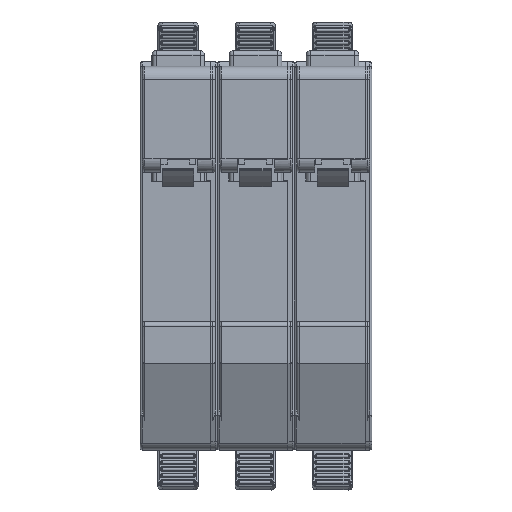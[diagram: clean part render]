
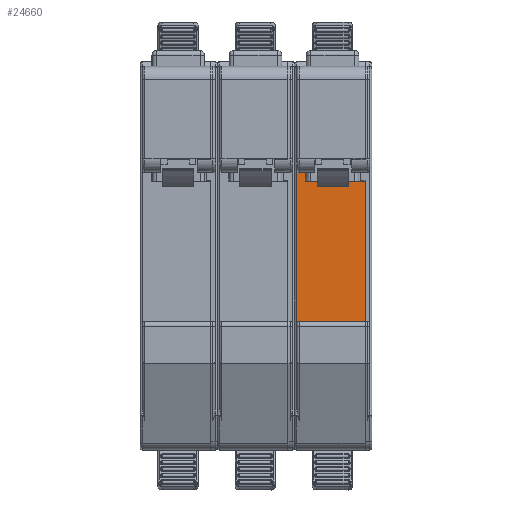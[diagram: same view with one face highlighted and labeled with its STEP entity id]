
A CAD part, front view. The second image highlights one B-rep face of the part: STEP entity #24660.
In plain terms, the highlighted planar face has unit normal (0, -1, 0).
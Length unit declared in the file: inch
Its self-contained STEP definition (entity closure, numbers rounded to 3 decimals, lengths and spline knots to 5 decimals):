
#24660 = ADVANCED_FACE ( 'NONE', ( #105894 ), #167516, .F. ) ;
#31980 = EDGE_LOOP ( 'NONE', ( #84351, #84352, #84355, #84357, #84359, #84361, #84363, #84365 ) ) ;
#56180 = CIRCLE ( 'NONE', #89306, 0.01969 ) ;
#56266 = LINE ( 'NONE', #72172, #98565 ) ;
#72119 = CARTESIAN_POINT ( 'NONE',  ( -0.01969, -0.40197, -0.69882 ) ) ;
#72120 = DIRECTION ( 'NONE',  ( 0., 1., 0. ) ) ;
#72121 = DIRECTION ( 'NONE',  ( 0., 0., 1. ) ) ;
#72172 = CARTESIAN_POINT ( 'NONE',  ( -1.32377, -0.40197, 0.65945 ) ) ;
#72173 = DIRECTION ( 'NONE',  ( 1., 0., 0. ) ) ;
#72190 = CARTESIAN_POINT ( 'NONE',  ( 0.03937, -0.40197, 0.65945 ) ) ;
#72191 = DIRECTION ( 'NONE',  ( 0., 0., 1. ) ) ;
#72351 = CARTESIAN_POINT ( 'NONE',  ( -0.3937, -0.40197, 0.73819 ) ) ;
#72352 = DIRECTION ( 'NONE',  ( 1., 0., 0. ) ) ;
#72358 = CARTESIAN_POINT ( 'NONE',  ( -0.03937, -0.40197, 0.73819 ) ) ;
#72359 = DIRECTION ( 'NONE',  ( 0., 0., -1. ) ) ;
#72360 = CARTESIAN_POINT ( 'NONE',  ( -0.01969, -0.40197, 0.75787 ) ) ;
#72361 = DIRECTION ( 'NONE',  ( 0., 1., 0. ) ) ;
#72362 = DIRECTION ( 'NONE',  ( 0., 0., 1. ) ) ;
#72370 = CARTESIAN_POINT ( 'NONE',  ( 0.56299, -0.40197, -0.67913 ) ) ;
#72371 = DIRECTION ( 'NONE',  ( 0., 0., -1. ) ) ;
#78406 = EDGE_CURVE ( 'NONE', #136424, #136425, #134060, .T. ) ;
#84351 = ORIENTED_EDGE ( 'NONE', *, *, #164537, .F. ) ;
#84352 = ORIENTED_EDGE ( 'NONE', *, *, #164541, .T. ) ;
#84355 = ORIENTED_EDGE ( 'NONE', *, *, #164543, .T. ) ;
#84357 = ORIENTED_EDGE ( 'NONE', *, *, #164437, .T. ) ;
#84359 = ORIENTED_EDGE ( 'NONE', *, *, #78406, .T. ) ;
#84361 = ORIENTED_EDGE ( 'NONE', *, *, #164545, .F. ) ;
#84363 = ORIENTED_EDGE ( 'NONE', *, *, #164461, .F. ) ;
#84365 = ORIENTED_EDGE ( 'NONE', *, *, #164469, .T. ) ;
#89306 = AXIS2_PLACEMENT_3D ( 'NONE', #72119, #72120, #72121 ) ;
#89421 = AXIS2_PLACEMENT_3D ( 'NONE', #72360, #72361, #72362 ) ;
#90475 = LINE ( 'NONE', #72190, #90480 ) ;
#90480 = VECTOR ( 'NONE', #72191, 39.37008 ) ;
#90626 = LINE ( 'NONE', #72351, #90631 ) ;
#90631 = VECTOR ( 'NONE', #72352, 39.37008 ) ;
#90636 = CIRCLE ( 'NONE', #89421, 0.01969 ) ;
#90639 = LINE ( 'NONE', #72358, #90642 ) ;
#90642 = VECTOR ( 'NONE', #72359, 39.37008 ) ;
#90643 = LINE ( 'NONE', #72370, #90648 ) ;
#90648 = VECTOR ( 'NONE', #72371, 39.37008 ) ;
#98565 = VECTOR ( 'NONE', #72173, 39.37008 ) ;
#105894 = FACE_OUTER_BOUND ( 'NONE', #31980, .T. ) ;
#128020 = CARTESIAN_POINT ( 'NONE',  ( -0.01969, -0.40197, -0.67913 ) ) ;
#128023 = CARTESIAN_POINT ( 'NONE',  ( 0.56299, -0.40197, -0.67913 ) ) ;
#128074 = CARTESIAN_POINT ( 'NONE',  ( -0.03937, -0.40197, -0.69882 ) ) ;
#128101 = CARTESIAN_POINT ( 'NONE',  ( 0.03937, -0.40197, 0.65945 ) ) ;
#128115 = CARTESIAN_POINT ( 'NONE',  ( 0.56299, -0.40197, 0.65945 ) ) ;
#128118 = CARTESIAN_POINT ( 'NONE',  ( 0.03937, -0.40197, 0.73819 ) ) ;
#128158 = CARTESIAN_POINT ( 'NONE',  ( -0.01969, -0.40197, 0.73819 ) ) ;
#128191 = CARTESIAN_POINT ( 'NONE',  ( -0.03937, -0.40197, 0.75787 ) ) ;
#130001 = DIRECTION ( 'NONE',  ( 1., 0., 0. ) ) ;
#130005 = CARTESIAN_POINT ( 'NONE',  ( -0.3937, -0.40197, -0.67913 ) ) ;
#134060 = LINE ( 'NONE', #130005, #134068 ) ;
#134068 = VECTOR ( 'NONE', #130001, 39.37008 ) ;
#136424 = VERTEX_POINT ( 'NONE', #128020 ) ;
#136425 = VERTEX_POINT ( 'NONE', #128023 ) ;
#136445 = VERTEX_POINT ( 'NONE', #128074 ) ;
#136456 = VERTEX_POINT ( 'NONE', #128101 ) ;
#136461 = VERTEX_POINT ( 'NONE', #128115 ) ;
#136462 = VERTEX_POINT ( 'NONE', #128118 ) ;
#136477 = VERTEX_POINT ( 'NONE', #128158 ) ;
#136489 = VERTEX_POINT ( 'NONE', #128191 ) ;
#160359 = AXIS2_PLACEMENT_3D ( 'NONE', #167547, #167548, #167549 ) ;
#164437 = EDGE_CURVE ( 'NONE', #136445, #136424, #56180, .T. ) ;
#164461 = EDGE_CURVE ( 'NONE', #136456, #136461, #56266, .T. ) ;
#164469 = EDGE_CURVE ( 'NONE', #136456, #136462, #90475, .T. ) ;
#164537 = EDGE_CURVE ( 'NONE', #136477, #136462, #90626, .T. ) ;
#164541 = EDGE_CURVE ( 'NONE', #136477, #136489, #90636, .T. ) ;
#164543 = EDGE_CURVE ( 'NONE', #136489, #136445, #90639, .T. ) ;
#164545 = EDGE_CURVE ( 'NONE', #136461, #136425, #90643, .T. ) ;
#167516 = PLANE ( 'NONE',  #160359 ) ;
#167547 = CARTESIAN_POINT ( 'NONE',  ( -0.3937, -0.40197, 0.73819 ) ) ;
#167548 = DIRECTION ( 'NONE',  ( 0., 1., 0. ) ) ;
#167549 = DIRECTION ( 'NONE',  ( 0., 0., 1. ) ) ;
